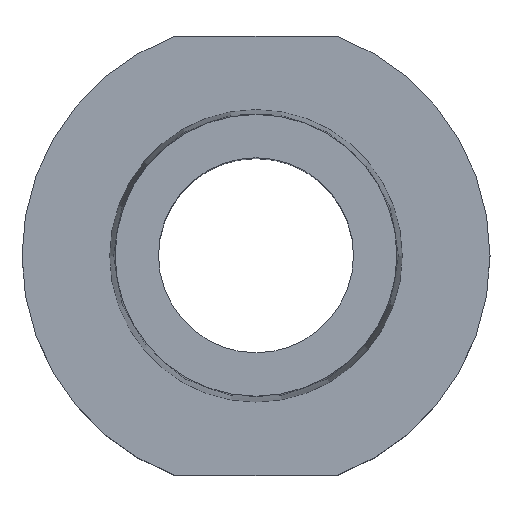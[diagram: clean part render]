
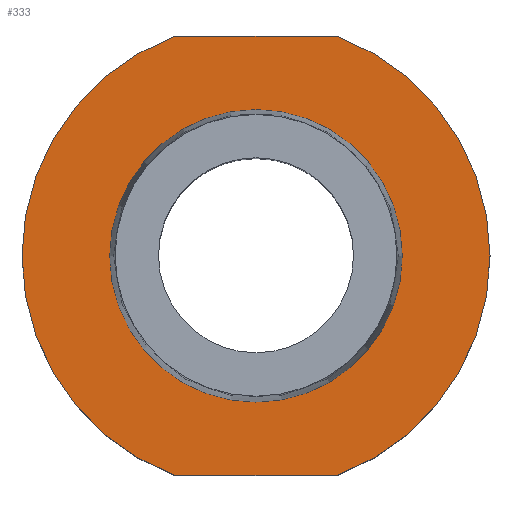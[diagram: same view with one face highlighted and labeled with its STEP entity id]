
A CAD part, top view. The second image highlights one B-rep face of the part: STEP entity #333.
In plain terms, the highlighted planar face has unit normal (0, 0, 1).
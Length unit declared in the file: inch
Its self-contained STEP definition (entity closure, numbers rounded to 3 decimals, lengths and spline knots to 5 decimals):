
#1 = DIRECTION ( 'NONE',  ( 1., 0., 0. ) ) ;
#2 = CIRCLE ( 'NONE', #425, 0.6 ) ;
#16 = CARTESIAN_POINT ( 'NONE',  ( 0.20879, -0.5625, 0.5 ) ) ;
#22 = DIRECTION ( 'NONE',  ( 1., 0., 0. ) ) ;
#28 = VERTEX_POINT ( 'NONE', #433 ) ;
#32 = EDGE_CURVE ( 'NONE', #82, #128, #85, .T. ) ;
#50 = CARTESIAN_POINT ( 'NONE',  ( 0., 0., 0.5 ) ) ;
#60 = FACE_BOUND ( 'NONE', #274, .T. ) ;
#71 = DIRECTION ( 'NONE',  ( 1., 0., 0. ) ) ;
#82 = VERTEX_POINT ( 'NONE', #16 ) ;
#85 = CIRCLE ( 'NONE', #118, 0.6 ) ;
#93 = EDGE_CURVE ( 'NONE', #82, #102, #357, .T. ) ;
#95 = DIRECTION ( 'NONE',  ( 0., 0., 1. ) ) ;
#102 = VERTEX_POINT ( 'NONE', #271 ) ;
#105 = CARTESIAN_POINT ( 'NONE',  ( 0., 0., 0.5 ) ) ;
#110 = EDGE_CURVE ( 'NONE', #277, #102, #2, .T. ) ;
#113 = CARTESIAN_POINT ( 'NONE',  ( -0.29236, 0.5625, 0.5 ) ) ;
#118 = AXIS2_PLACEMENT_3D ( 'NONE', #378, #415, #22 ) ;
#128 = VERTEX_POINT ( 'NONE', #141 ) ;
#141 = CARTESIAN_POINT ( 'NONE',  ( 0.20879, 0.5625, 0.5 ) ) ;
#151 = DIRECTION ( 'NONE',  ( 1., 0., 0. ) ) ;
#158 = ORIENTED_EDGE ( 'NONE', *, *, #32, .T. ) ;
#201 = CIRCLE ( 'NONE', #438, 0.375 ) ;
#205 = DIRECTION ( 'NONE',  ( 0., 0., 1. ) ) ;
#208 = ORIENTED_EDGE ( 'NONE', *, *, #360, .F. ) ;
#213 = VECTOR ( 'NONE', #366, 39.37008 ) ;
#225 = ORIENTED_EDGE ( 'NONE', *, *, #110, .T. ) ;
#234 = CARTESIAN_POINT ( 'NONE',  ( -0.20879, 0.5625, 0.5 ) ) ;
#249 = AXIS2_PLACEMENT_3D ( 'NONE', #267, #329, #151 ) ;
#252 = EDGE_CURVE ( 'NONE', #28, #28, #201, .T. ) ;
#255 = ORIENTED_EDGE ( 'NONE', *, *, #93, .F. ) ;
#267 = CARTESIAN_POINT ( 'NONE',  ( 0., 0., 0.5 ) ) ;
#270 = ORIENTED_EDGE ( 'NONE', *, *, #252, .F. ) ;
#271 = CARTESIAN_POINT ( 'NONE',  ( -0.20879, -0.5625, 0.5 ) ) ;
#274 = EDGE_LOOP ( 'NONE', ( #270 ) ) ;
#277 = VERTEX_POINT ( 'NONE', #234 ) ;
#288 = PLANE ( 'NONE',  #249 ) ;
#296 = CARTESIAN_POINT ( 'NONE',  ( -0.29236, -0.5625, 0.5 ) ) ;
#329 = DIRECTION ( 'NONE',  ( 0., 0., 1. ) ) ;
#333 = ADVANCED_FACE ( 'NONE', ( #420, #60 ), #288, .T. ) ;
#344 = VECTOR ( 'NONE', #1, 39.37008 ) ;
#357 = LINE ( 'NONE', #296, #213 ) ;
#360 = EDGE_CURVE ( 'NONE', #277, #128, #435, .T. ) ;
#366 = DIRECTION ( 'NONE',  ( -1., 0., 0. ) ) ;
#378 = CARTESIAN_POINT ( 'NONE',  ( 0., 0., 0.5 ) ) ;
#381 = EDGE_LOOP ( 'NONE', ( #208, #225, #255, #158 ) ) ;
#384 = DIRECTION ( 'NONE',  ( 1., 0., 0. ) ) ;
#415 = DIRECTION ( 'NONE',  ( 0., 0., 1. ) ) ;
#420 = FACE_OUTER_BOUND ( 'NONE', #381, .T. ) ;
#425 = AXIS2_PLACEMENT_3D ( 'NONE', #105, #205, #384 ) ;
#433 = CARTESIAN_POINT ( 'NONE',  ( 0.375, 0., 0.5 ) ) ;
#435 = LINE ( 'NONE', #113, #344 ) ;
#438 = AXIS2_PLACEMENT_3D ( 'NONE', #50, #95, #71 ) ;
